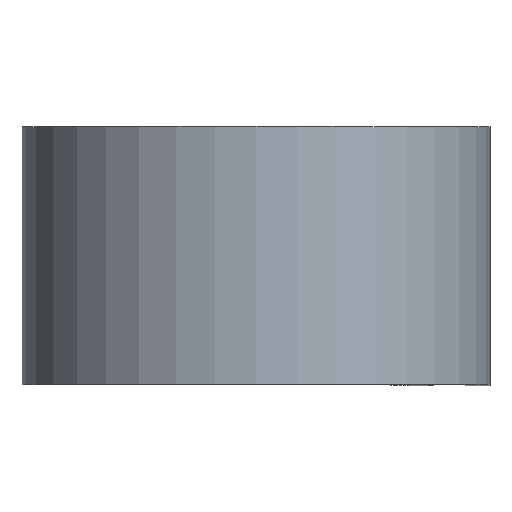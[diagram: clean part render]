
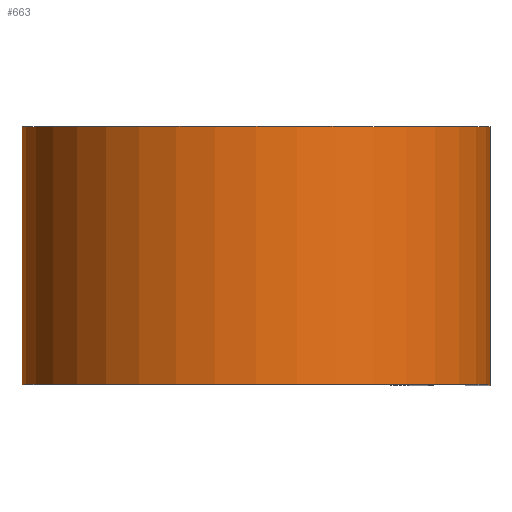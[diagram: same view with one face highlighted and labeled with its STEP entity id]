
A CAD part, top view. The second image highlights one B-rep face of the part: STEP entity #663.
In plain terms, the highlighted cylindrical face has radius 11.532 mm (diameter 23.063 mm), a partial arc.
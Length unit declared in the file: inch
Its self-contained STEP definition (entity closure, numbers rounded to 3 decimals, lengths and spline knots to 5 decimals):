
#55 = AXIS2_PLACEMENT_3D ( 'NONE', #532, #500, #494 ) ;
#65 = VERTEX_POINT ( 'NONE', #559 ) ;
#120 = VERTEX_POINT ( 'NONE', #121 ) ;
#121 = CARTESIAN_POINT ( 'NONE',  ( 0., -0.25, -0.454 ) ) ;
#128 = ORIENTED_EDGE ( 'NONE', *, *, #183, .F. ) ;
#141 = VECTOR ( 'NONE', #306, 39.37008 ) ;
#164 = LINE ( 'NONE', #251, #141 ) ;
#182 = VECTOR ( 'NONE', #199, 39.37008 ) ;
#183 = EDGE_CURVE ( 'NONE', #648, #65, #654, .T. ) ;
#195 = ORIENTED_EDGE ( 'NONE', *, *, #471, .T. ) ;
#199 = DIRECTION ( 'NONE',  ( 0., -1., 0. ) ) ;
#209 = CARTESIAN_POINT ( 'NONE',  ( 0.454, 0.25, 0. ) ) ;
#235 = EDGE_CURVE ( 'NONE', #653, #120, #164, .T. ) ;
#251 = CARTESIAN_POINT ( 'NONE',  ( 0., 0.25, -0.454 ) ) ;
#269 = ORIENTED_EDGE ( 'NONE', *, *, #235, .T. ) ;
#306 = DIRECTION ( 'NONE',  ( 0., -1., 0. ) ) ;
#307 = DIRECTION ( 'NONE',  ( 1., 0., 0. ) ) ;
#317 = CIRCLE ( 'NONE', #55, 0.454 ) ;
#318 = CYLINDRICAL_SURFACE ( 'NONE', #362, 0.454 ) ;
#353 = CARTESIAN_POINT ( 'NONE',  ( 0., 0.25, 0. ) ) ;
#362 = AXIS2_PLACEMENT_3D ( 'NONE', #353, #400, #453 ) ;
#370 = FACE_OUTER_BOUND ( 'NONE', #526, .T. ) ;
#400 = DIRECTION ( 'NONE',  ( 0., -1., 0. ) ) ;
#453 = DIRECTION ( 'NONE',  ( 0., 0., -1. ) ) ;
#471 = EDGE_CURVE ( 'NONE', #120, #65, #595, .T. ) ;
#494 = DIRECTION ( 'NONE',  ( 1., 0., 0. ) ) ;
#498 = CARTESIAN_POINT ( 'NONE',  ( 0., 0.25, -0.454 ) ) ;
#500 = DIRECTION ( 'NONE',  ( 0., 1., 0. ) ) ;
#526 = EDGE_LOOP ( 'NONE', ( #195, #128, #706, #269 ) ) ;
#527 = AXIS2_PLACEMENT_3D ( 'NONE', #549, #591, #307 ) ;
#532 = CARTESIAN_POINT ( 'NONE',  ( 0., 0.25, 0. ) ) ;
#549 = CARTESIAN_POINT ( 'NONE',  ( 0., -0.25, 0. ) ) ;
#559 = CARTESIAN_POINT ( 'NONE',  ( 0.454, -0.25, 0. ) ) ;
#583 = CARTESIAN_POINT ( 'NONE',  ( 0.454, 0.25, 0. ) ) ;
#591 = DIRECTION ( 'NONE',  ( 0., 1., 0. ) ) ;
#595 = CIRCLE ( 'NONE', #527, 0.454 ) ;
#648 = VERTEX_POINT ( 'NONE', #583 ) ;
#653 = VERTEX_POINT ( 'NONE', #498 ) ;
#654 = LINE ( 'NONE', #209, #182 ) ;
#663 = ADVANCED_FACE ( 'NONE', ( #370 ), #318, .T. ) ;
#706 = ORIENTED_EDGE ( 'NONE', *, *, #717, .F. ) ;
#717 = EDGE_CURVE ( 'NONE', #653, #648, #317, .T. ) ;
